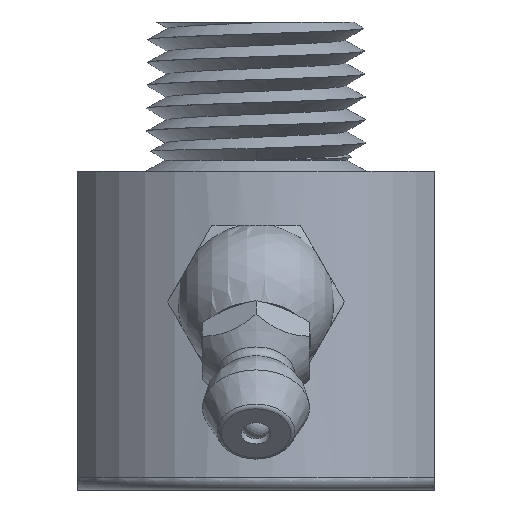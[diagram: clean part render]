
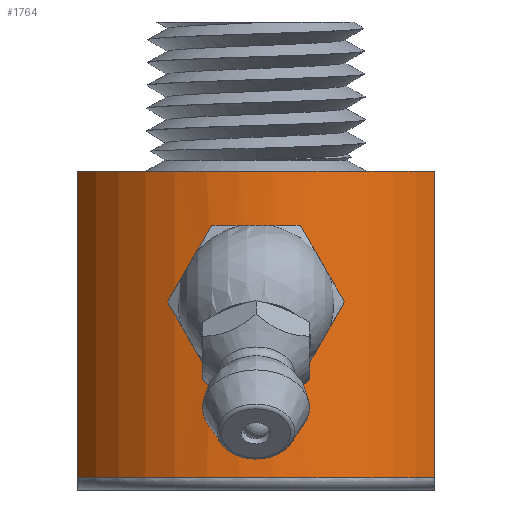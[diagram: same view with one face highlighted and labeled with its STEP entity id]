
A CAD part, front view. The second image highlights one B-rep face of the part: STEP entity #1764.
In plain terms, the highlighted cylindrical face has radius 12.7 mm (diameter 25.4 mm), a partial arc.
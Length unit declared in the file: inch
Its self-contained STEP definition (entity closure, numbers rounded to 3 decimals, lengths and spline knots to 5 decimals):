
#101=B_SPLINE_CURVE_WITH_KNOTS('',3,(#8102,#8103,#8104,#8105,#8106,#8107,
#8108,#8109,#8110,#8111),.UNSPECIFIED.,.F.,.F.,(4,2,2,2,4),(0.40508,
0.50634,0.60761,0.70888,0.81015),
 .UNSPECIFIED.);
#102=B_SPLINE_CURVE_WITH_KNOTS('',3,(#8113,#8114,#8115,#8116,#8117,#8118,
#8119,#8120,#8121,#8122),.UNSPECIFIED.,.F.,.F.,(4,2,2,2,4),(0.81015,
0.91142,1.0127,1.11396,1.21523),
 .UNSPECIFIED.);
#103=B_SPLINE_CURVE_WITH_KNOTS('',3,(#8123,#8124,#8125,#8126,#8127,#8128,
#8129,#8130,#8131,#8132,#8133,#8134,#8135,#8136,#8137,#8138,#8139,#8140,
#8141),.UNSPECIFIED.,.F.,.F.,(4,2,2,2,3,2,2,2,4),(1.21523,1.31649,
1.41776,1.51903,1.6203,1.72158,1.82285,
1.92411,2.02538),.UNSPECIFIED.);
#148=FACE_BOUND('',#613,.T.);
#321=LINE('',#8077,#380);
#323=LINE('',#8098,#382);
#380=VECTOR('',#2417,0.3937);
#382=VECTOR('',#2427,0.3937);
#409=CYLINDRICAL_SURFACE('',#2009,0.5);
#504=FACE_OUTER_BOUND('',#612,.T.);
#612=EDGE_LOOP('',(#1621,#1622,#1623,#1624));
#613=EDGE_LOOP('',(#1625,#1626,#1627));
#702=CIRCLE('',#2007,0.5);
#704=CIRCLE('',#2010,0.5);
#872=VERTEX_POINT('',#8063);
#873=VERTEX_POINT('',#8076);
#875=VERTEX_POINT('',#8081);
#876=VERTEX_POINT('',#8097);
#877=VERTEX_POINT('',#8100);
#878=VERTEX_POINT('',#8101);
#879=VERTEX_POINT('',#8112);
#1127=EDGE_CURVE('',#872,#873,#321,.T.);
#1130=EDGE_CURVE('',#875,#872,#702,.T.);
#1132=EDGE_CURVE('',#875,#876,#323,.T.);
#1133=EDGE_CURVE('',#876,#873,#704,.T.);
#1134=EDGE_CURVE('',#877,#878,#101,.T.);
#1135=EDGE_CURVE('',#878,#879,#102,.T.);
#1136=EDGE_CURVE('',#879,#877,#103,.T.);
#1621=ORIENTED_EDGE('',*,*,#1130,.F.);
#1622=ORIENTED_EDGE('',*,*,#1132,.T.);
#1623=ORIENTED_EDGE('',*,*,#1133,.T.);
#1624=ORIENTED_EDGE('',*,*,#1127,.F.);
#1625=ORIENTED_EDGE('',*,*,#1134,.T.);
#1626=ORIENTED_EDGE('',*,*,#1135,.T.);
#1627=ORIENTED_EDGE('',*,*,#1136,.T.);
#1764=ADVANCED_FACE('',(#504,#148),#409,.T.);
#2007=AXIS2_PLACEMENT_3D('',#8094,#2421,#2422);
#2009=AXIS2_PLACEMENT_3D('',#8096,#2425,#2426);
#2010=AXIS2_PLACEMENT_3D('',#8099,#2428,#2429);
#2417=DIRECTION('',(0.,0.,1.));
#2421=DIRECTION('center_axis',(0.,0.,-1.));
#2422=DIRECTION('ref_axis',(0.,1.,0.));
#2425=DIRECTION('center_axis',(0.,0.,1.));
#2426=DIRECTION('ref_axis',(1.,0.,0.));
#2427=DIRECTION('',(0.,0.,1.));
#2428=DIRECTION('center_axis',(0.,0.,-1.));
#2429=DIRECTION('ref_axis',(1.,0.,0.));
#8063=CARTESIAN_POINT('',(0.4375,0.24206,0.03));
#8076=CARTESIAN_POINT('',(0.4375,0.24206,0.78));
#8077=CARTESIAN_POINT('',(0.4375,0.24206,0.));
#8081=CARTESIAN_POINT('',(-0.4375,0.24206,0.03));
#8094=CARTESIAN_POINT('Origin',(0.,0.,0.03));
#8096=CARTESIAN_POINT('Origin',(0.,0.,0.));
#8097=CARTESIAN_POINT('',(-0.4375,0.24206,0.78));
#8098=CARTESIAN_POINT('',(-0.4375,0.24206,0.));
#8099=CARTESIAN_POINT('Origin',(0.,0.,0.78));
#8100=CARTESIAN_POINT('',(0.,0.5,0.5655));
#8101=CARTESIAN_POINT('',(-0.1055,0.48874,0.46));
#8102=CARTESIAN_POINT('Ctrl Pts',(0.,0.5,0.5655));
#8103=CARTESIAN_POINT('Ctrl Pts',(-0.01329,0.5,0.5655));
#8104=CARTESIAN_POINT('Ctrl Pts',(-0.02744,0.49942,
0.56284));
#8105=CARTESIAN_POINT('Ctrl Pts',(-0.05342,0.49731,
0.55206));
#8106=CARTESIAN_POINT('Ctrl Pts',(-0.06526,0.49581,
0.54394));
#8107=CARTESIAN_POINT('Ctrl Pts',(-0.08394,0.49299,
0.52526));
#8108=CARTESIAN_POINT('Ctrl Pts',(-0.09206,0.49148,
0.51342));
#8109=CARTESIAN_POINT('Ctrl Pts',(-0.10284,0.48934,
0.48744));
#8110=CARTESIAN_POINT('Ctrl Pts',(-0.1055,0.48874,0.47329));
#8111=CARTESIAN_POINT('Ctrl Pts',(-0.1055,0.48874,0.46));
#8112=CARTESIAN_POINT('',(0.,0.5,0.3545));
#8113=CARTESIAN_POINT('Ctrl Pts',(-0.1055,0.48874,0.46));
#8114=CARTESIAN_POINT('Ctrl Pts',(-0.1055,0.48874,0.44671));
#8115=CARTESIAN_POINT('Ctrl Pts',(-0.10284,0.48934,
0.43256));
#8116=CARTESIAN_POINT('Ctrl Pts',(-0.09206,0.49148,
0.40658));
#8117=CARTESIAN_POINT('Ctrl Pts',(-0.08394,0.49299,
0.39474));
#8118=CARTESIAN_POINT('Ctrl Pts',(-0.06526,0.49581,
0.37606));
#8119=CARTESIAN_POINT('Ctrl Pts',(-0.05342,0.49731,
0.36794));
#8120=CARTESIAN_POINT('Ctrl Pts',(-0.02744,0.49942,
0.35716));
#8121=CARTESIAN_POINT('Ctrl Pts',(-0.01329,0.5,0.3545));
#8122=CARTESIAN_POINT('Ctrl Pts',(0.,0.5,0.3545));
#8123=CARTESIAN_POINT('Ctrl Pts',(0.,0.5,0.3545));
#8124=CARTESIAN_POINT('Ctrl Pts',(0.01329,0.5,0.3545));
#8125=CARTESIAN_POINT('Ctrl Pts',(0.02744,0.49942,
0.35716));
#8126=CARTESIAN_POINT('Ctrl Pts',(0.05342,0.49731,
0.36794));
#8127=CARTESIAN_POINT('Ctrl Pts',(0.06526,0.49581,
0.37606));
#8128=CARTESIAN_POINT('Ctrl Pts',(0.08394,0.49299,0.39474));
#8129=CARTESIAN_POINT('Ctrl Pts',(0.09206,0.49148,
0.40658));
#8130=CARTESIAN_POINT('Ctrl Pts',(0.10284,0.48934,0.43256));
#8131=CARTESIAN_POINT('Ctrl Pts',(0.1055,0.48874,0.44671));
#8132=CARTESIAN_POINT('Ctrl Pts',(0.1055,0.48874,0.46));
#8133=CARTESIAN_POINT('Ctrl Pts',(0.1055,0.48874,0.47329));
#8134=CARTESIAN_POINT('Ctrl Pts',(0.10284,0.48934,0.48744));
#8135=CARTESIAN_POINT('Ctrl Pts',(0.09206,0.49148,
0.51342));
#8136=CARTESIAN_POINT('Ctrl Pts',(0.08394,0.49299,0.52526));
#8137=CARTESIAN_POINT('Ctrl Pts',(0.06526,0.49581,
0.54394));
#8138=CARTESIAN_POINT('Ctrl Pts',(0.05342,0.49731,0.55206));
#8139=CARTESIAN_POINT('Ctrl Pts',(0.02744,0.49942,
0.56284));
#8140=CARTESIAN_POINT('Ctrl Pts',(0.01329,0.5,0.5655));
#8141=CARTESIAN_POINT('Ctrl Pts',(0.,0.5,0.5655));
